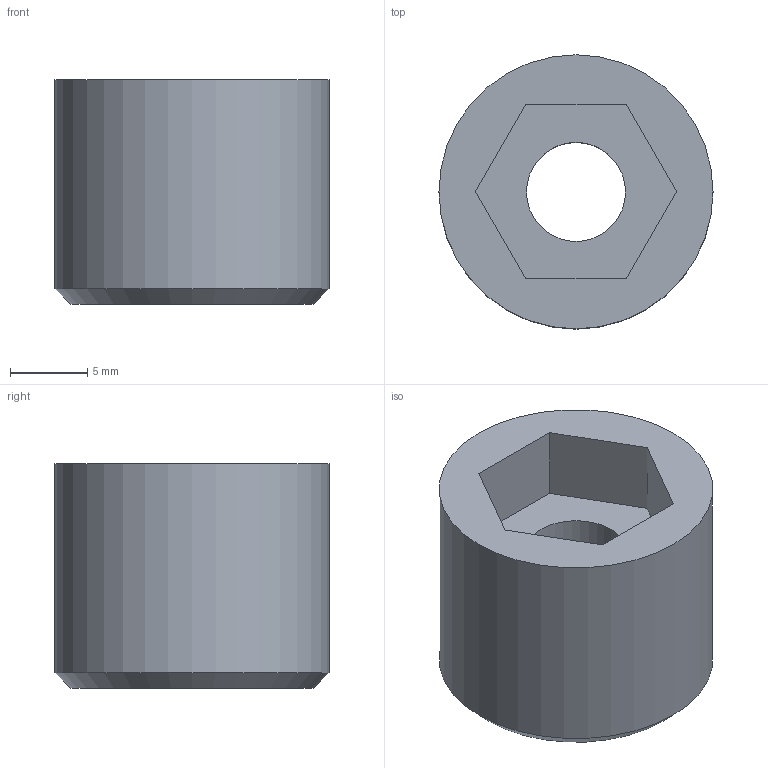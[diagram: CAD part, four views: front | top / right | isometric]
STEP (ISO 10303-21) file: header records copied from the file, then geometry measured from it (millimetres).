
FILE_DESCRIPTION(('FreeCAD Model'),'2;1');
FILE_NAME('Open CASCADE Shape Model','2025-06-21T21:46:06',(''),(''), 'Open CASCADE STEP processor 7.8','FreeCAD','Unknown');
FILE_SCHEMA(('AUTOMOTIVE_DESIGN { 1 0 10303 214 1 1 1 1 }'));
Length unit declared in the file: millimetre
Products named in the file (1): Body
Bounding box: 17.7 x 17.7 x 14.5 mm (x, y, z)
Volume: 2259.2 mm3; surface area: 1676.7 mm2
Topology: 1 solids, 1 shells, 14 faces, 29 edges, 19 vertices
Faces by surface type: plane 10, cylinder 3, cone 1
Full cylindrical faces by diameter (mm): 6.4 x1, 12.4 x1, 17.7 x1
Entity records: 398 total; most frequent: DIRECTION 66, CARTESIAN_POINT 63, ORIENTED_EDGE 58, EDGE_CURVE 29, AXIS2_PLACEMENT_3D 22, LINE 22, VECTOR 22, VERTEX_POINT 19
